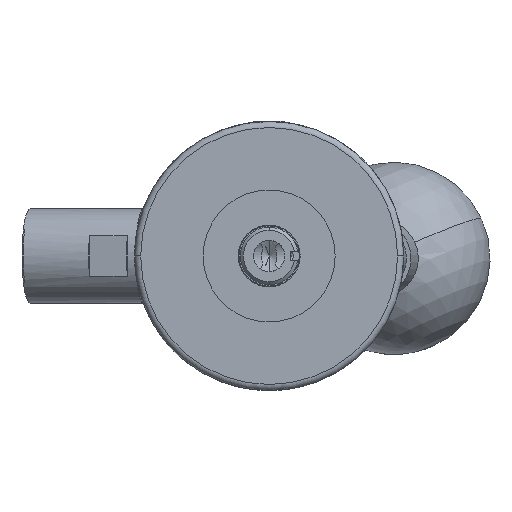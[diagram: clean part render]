
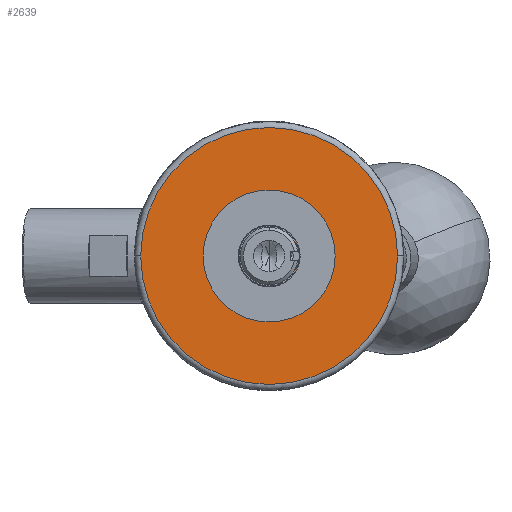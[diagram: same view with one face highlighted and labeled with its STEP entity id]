
A CAD part, left-side view. The second image highlights one B-rep face of the part: STEP entity #2639.
In plain terms, the highlighted planar face has unit normal (-1, 0, 0).
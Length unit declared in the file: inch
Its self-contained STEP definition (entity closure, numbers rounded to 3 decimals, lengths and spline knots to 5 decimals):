
#191 = DIRECTION ( 'NONE',  ( -1., 0., 0. ) ) ;
#423 = CIRCLE ( 'NONE', #4598, 0.1985 ) ;
#622 = DIRECTION ( 'NONE',  ( 0., 0., -1. ) ) ;
#880 = AXIS2_PLACEMENT_3D ( 'NONE', #2410, #4805, #6712 ) ;
#1095 = FACE_BOUND ( 'NONE', #6720, .T. ) ;
#2072 = CARTESIAN_POINT ( 'NONE',  ( -3.907, 0., -0.1985 ) ) ;
#2083 = AXIS2_PLACEMENT_3D ( 'NONE', #13241, #6053, #622 ) ;
#2282 = CARTESIAN_POINT ( 'NONE',  ( -3.907, -0.835, 0. ) ) ;
#2410 = CARTESIAN_POINT ( 'NONE',  ( -3.907, -0.875, 0. ) ) ;
#2473 = EDGE_CURVE ( 'NONE', #3952, #6920, #423, .T. ) ;
#2626 = ORIENTED_EDGE ( 'NONE', *, *, #2473, .F. ) ;
#2639 = ADVANCED_FACE ( 'NONE', ( #1095, #5287 ), #9458, .F. ) ;
#2988 = CARTESIAN_POINT ( 'NONE',  ( -3.907, 0.835, 0. ) ) ;
#3534 = CARTESIAN_POINT ( 'NONE',  ( -3.907, 0., 0. ) ) ;
#3952 = VERTEX_POINT ( 'NONE', #2072 ) ;
#4598 = AXIS2_PLACEMENT_3D ( 'NONE', #5489, #191, #6322 ) ;
#4619 = EDGE_CURVE ( 'NONE', #6920, #3952, #8011, .T. ) ;
#4774 = ORIENTED_EDGE ( 'NONE', *, *, #9034, .T. ) ;
#4805 = DIRECTION ( 'NONE',  ( 1., 0., 0. ) ) ;
#5287 = FACE_OUTER_BOUND ( 'NONE', #8437, .T. ) ;
#5489 = CARTESIAN_POINT ( 'NONE',  ( -3.907, 0., 0. ) ) ;
#5652 = AXIS2_PLACEMENT_3D ( 'NONE', #7453, #11597, #8341 ) ;
#5772 = DIRECTION ( 'NONE',  ( 0., -1., 0. ) ) ;
#6053 = DIRECTION ( 'NONE',  ( -1., 0., 0. ) ) ;
#6322 = DIRECTION ( 'NONE',  ( 0., 0., -1. ) ) ;
#6414 = VERTEX_POINT ( 'NONE', #2282 ) ;
#6712 = DIRECTION ( 'NONE',  ( 0., -1., 0. ) ) ;
#6720 = EDGE_LOOP ( 'NONE', ( #2626, #11846 ) ) ;
#6920 = VERTEX_POINT ( 'NONE', #11987 ) ;
#7101 = VERTEX_POINT ( 'NONE', #2988 ) ;
#7453 = CARTESIAN_POINT ( 'NONE',  ( -3.907, 0., 0. ) ) ;
#8011 = CIRCLE ( 'NONE', #2083, 0.1985 ) ;
#8341 = DIRECTION ( 'NONE',  ( 0., -1., 0. ) ) ;
#8437 = EDGE_LOOP ( 'NONE', ( #4774, #12365 ) ) ;
#8907 = CIRCLE ( 'NONE', #10468, 0.835 ) ;
#9034 = EDGE_CURVE ( 'NONE', #6414, #7101, #11578, .T. ) ;
#9458 = PLANE ( 'NONE',  #880 ) ;
#10468 = AXIS2_PLACEMENT_3D ( 'NONE', #3534, #11953, #5772 ) ;
#11329 = EDGE_CURVE ( 'NONE', #7101, #6414, #8907, .T. ) ;
#11578 = CIRCLE ( 'NONE', #5652, 0.835 ) ;
#11597 = DIRECTION ( 'NONE',  ( -1., 0., 0. ) ) ;
#11846 = ORIENTED_EDGE ( 'NONE', *, *, #4619, .F. ) ;
#11953 = DIRECTION ( 'NONE',  ( -1., 0., 0. ) ) ;
#11987 = CARTESIAN_POINT ( 'NONE',  ( -3.907, 0., 0.1985 ) ) ;
#12365 = ORIENTED_EDGE ( 'NONE', *, *, #11329, .T. ) ;
#13241 = CARTESIAN_POINT ( 'NONE',  ( -3.907, 0., 0. ) ) ;
